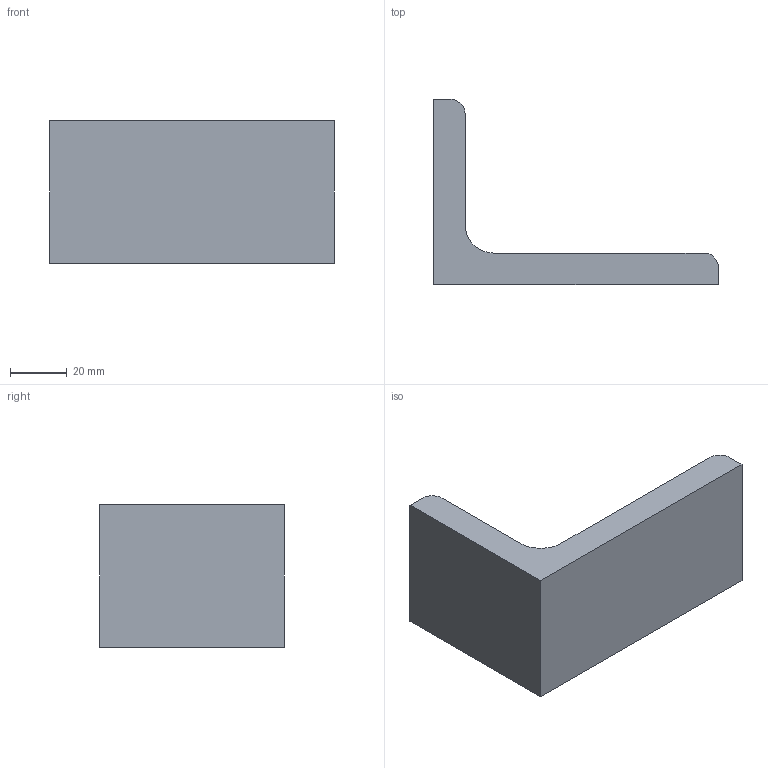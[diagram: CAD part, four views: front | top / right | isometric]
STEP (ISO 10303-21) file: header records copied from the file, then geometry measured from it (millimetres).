
FILE_DESCRIPTION(('FreeCAD Model'),'2;1');
FILE_NAME('Angle Bar 100x65x11 EN10056 S235JR.step', '2015-12-09T19:26:00',('Author'),(''), 'Open CASCADE STEP processor 6.8','FreeCAD','Unknown');
FILE_SCHEMA(('AUTOMOTIVE_DESIGN_CC2 { 1 2 10303 214 -1 1 5 4 }'));
Length unit declared in the file: millimetre
Products named in the file (1): Angle_Bar_100x65x11_EN10056_S235JR
Bounding box: 100 x 65 x 50 mm (x, y, z)
Volume: 85236.5 mm3; surface area: 19480.3 mm2
Topology: 1 solids, 1 shells, 11 faces, 27 edges, 18 vertices
Faces by surface type: plane 8, cylinder 3
Entity records: 699 total; most frequent: CARTESIAN_POINT 111, DIRECTION 111, LINE 69, VECTOR 69, ORIENTED_EDGE 54, PCURVE 54, DEFINITIONAL_REPRESENTATION 54, EDGE_CURVE 27
